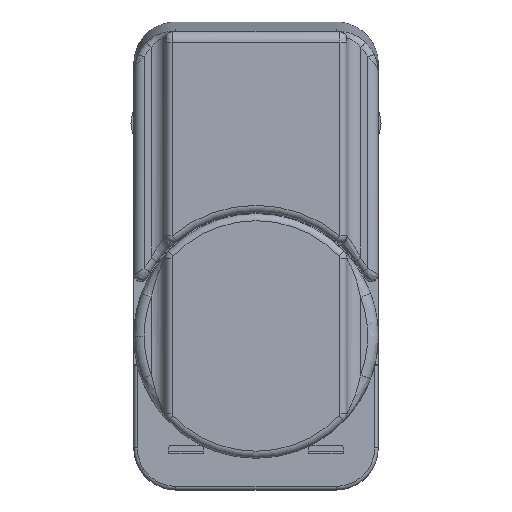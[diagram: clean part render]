
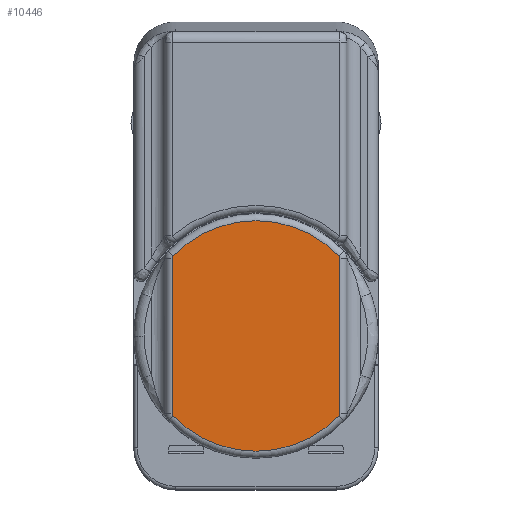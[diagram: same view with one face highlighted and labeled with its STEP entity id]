
A CAD part, top view. The second image highlights one B-rep face of the part: STEP entity #10446.
In plain terms, the highlighted planar face has unit normal (0, 0, 1).
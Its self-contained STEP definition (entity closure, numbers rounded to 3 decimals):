
#38 = CIRCLE ( 'NONE', #15698, 16.5 ) ;
#175 = CIRCLE ( 'NONE', #9371, 0.5 ) ;
#493 = CIRCLE ( 'NONE', #8109, 0.5 ) ;
#598 = CARTESIAN_POINT ( 'NONE',  ( 12., 0., 13.5 ) ) ;
#632 = DIRECTION ( 'NONE',  ( 0., 0., 1. ) ) ;
#1125 = ORIENTED_EDGE ( 'NONE', *, *, #10525, .T. ) ;
#1599 = DIRECTION ( 'NONE',  ( 0., 0., 1. ) ) ;
#1673 = DIRECTION ( 'NONE',  ( 0., 0., 1. ) ) ;
#2342 = ORIENTED_EDGE ( 'NONE', *, *, #14353, .T. ) ;
#2542 = LINE ( 'NONE', #598, #3148 ) ;
#2578 = CARTESIAN_POINT ( 'NONE',  ( -11.5, 11.124, 13.5 ) ) ;
#2763 = VERTEX_POINT ( 'NONE', #11471 ) ;
#2781 = EDGE_CURVE ( 'NONE', #5850, #10368, #3172, .T. ) ;
#3148 = VECTOR ( 'NONE', #17662, 1000. ) ;
#3172 = LINE ( 'NONE', #18311, #13295 ) ;
#3335 = CARTESIAN_POINT ( 'NONE',  ( 11.5, -11.124, 13.5 ) ) ;
#3354 = CARTESIAN_POINT ( 'NONE',  ( -12., 11.124, 13.5 ) ) ;
#3539 = CARTESIAN_POINT ( 'NONE',  ( 11.5, 11.124, 13.5 ) ) ;
#3618 = EDGE_CURVE ( 'NONE', #11199, #5850, #10155, .T. ) ;
#3619 = CARTESIAN_POINT ( 'NONE',  ( 0., 0., 13.5 ) ) ;
#3815 = DIRECTION ( 'NONE',  ( -1., 0., 0. ) ) ;
#4497 = ORIENTED_EDGE ( 'NONE', *, *, #6359, .T. ) ;
#5011 = EDGE_CURVE ( 'NONE', #7231, #9975, #38, .T. ) ;
#5102 = VERTEX_POINT ( 'NONE', #7389 ) ;
#5221 = ORIENTED_EDGE ( 'NONE', *, *, #2781, .T. ) ;
#5302 = ORIENTED_EDGE ( 'NONE', *, *, #3618, .T. ) ;
#5803 = DIRECTION ( 'NONE',  ( 0., 0., 1. ) ) ;
#5850 = VERTEX_POINT ( 'NONE', #3354 ) ;
#6359 = EDGE_CURVE ( 'NONE', #9975, #15003, #175, .T. ) ;
#6418 = CARTESIAN_POINT ( 'NONE',  ( -12., -11.124, 13.5 ) ) ;
#6808 = EDGE_CURVE ( 'NONE', #5102, #2763, #7542, .T. ) ;
#6821 = DIRECTION ( 'NONE',  ( -1., 0., 0. ) ) ;
#6995 = DIRECTION ( 'NONE',  ( -1., 0., 0. ) ) ;
#7231 = VERTEX_POINT ( 'NONE', #17621 ) ;
#7389 = CARTESIAN_POINT ( 'NONE',  ( 12., 11.124, 13.5 ) ) ;
#7542 = CIRCLE ( 'NONE', #9140, 0.5 ) ;
#7615 = EDGE_LOOP ( 'NONE', ( #2342, #13139, #1125, #5302, #5221, #14257, #17700, #4497 ) ) ;
#7739 = CARTESIAN_POINT ( 'NONE',  ( 0., 0., 13.5 ) ) ;
#8109 = AXIS2_PLACEMENT_3D ( 'NONE', #14128, #10264, #8306 ) ;
#8306 = DIRECTION ( 'NONE',  ( -1., 0., 0. ) ) ;
#8520 = AXIS2_PLACEMENT_3D ( 'NONE', #3619, #1673, #18761 ) ;
#8767 = DIRECTION ( 'NONE',  ( 0., 0., 1. ) ) ;
#8926 = DIRECTION ( 'NONE',  ( 0., 0., -1. ) ) ;
#9140 = AXIS2_PLACEMENT_3D ( 'NONE', #3539, #1599, #18689 ) ;
#9156 = EDGE_CURVE ( 'NONE', #10368, #7231, #493, .T. ) ;
#9371 = AXIS2_PLACEMENT_3D ( 'NONE', #3335, #8767, #6821 ) ;
#9975 = VERTEX_POINT ( 'NONE', #11817 ) ;
#10155 = CIRCLE ( 'NONE', #18465, 0.5 ) ;
#10264 = DIRECTION ( 'NONE',  ( 0., 0., 1. ) ) ;
#10368 = VERTEX_POINT ( 'NONE', #6418 ) ;
#10446 = ADVANCED_FACE ( 'NONE', ( #18683 ), #12836, .F. ) ;
#10525 = EDGE_CURVE ( 'NONE', #2763, #11199, #16743, .T. ) ;
#10876 = CARTESIAN_POINT ( 'NONE',  ( 0., 0., 13.5 ) ) ;
#11199 = VERTEX_POINT ( 'NONE', #18111 ) ;
#11471 = CARTESIAN_POINT ( 'NONE',  ( 11.859, 11.472, 13.5 ) ) ;
#11817 = CARTESIAN_POINT ( 'NONE',  ( 11.859, -11.472, 13.5 ) ) ;
#12836 = PLANE ( 'NONE',  #16705 ) ;
#13139 = ORIENTED_EDGE ( 'NONE', *, *, #6808, .T. ) ;
#13295 = VECTOR ( 'NONE', #16364, 1000. ) ;
#14128 = CARTESIAN_POINT ( 'NONE',  ( -11.5, -11.124, 13.5 ) ) ;
#14257 = ORIENTED_EDGE ( 'NONE', *, *, #9156, .T. ) ;
#14353 = EDGE_CURVE ( 'NONE', #15003, #5102, #2542, .T. ) ;
#15003 = VERTEX_POINT ( 'NONE', #15834 ) ;
#15698 = AXIS2_PLACEMENT_3D ( 'NONE', #7739, #5803, #3815 ) ;
#15834 = CARTESIAN_POINT ( 'NONE',  ( 12., -11.124, 13.5 ) ) ;
#16364 = DIRECTION ( 'NONE',  ( 0., -1., 0. ) ) ;
#16705 = AXIS2_PLACEMENT_3D ( 'NONE', #10876, #8926, #6995 ) ;
#16743 = CIRCLE ( 'NONE', #8520, 16.5 ) ;
#17621 = CARTESIAN_POINT ( 'NONE',  ( -11.859, -11.472, 13.5 ) ) ;
#17662 = DIRECTION ( 'NONE',  ( 0., 1., 0. ) ) ;
#17695 = DIRECTION ( 'NONE',  ( -1., 0., 0. ) ) ;
#17700 = ORIENTED_EDGE ( 'NONE', *, *, #5011, .T. ) ;
#18111 = CARTESIAN_POINT ( 'NONE',  ( -11.859, 11.472, 13.5 ) ) ;
#18311 = CARTESIAN_POINT ( 'NONE',  ( -12., 0., 13.5 ) ) ;
#18465 = AXIS2_PLACEMENT_3D ( 'NONE', #2578, #632, #17695 ) ;
#18683 = FACE_OUTER_BOUND ( 'NONE', #7615, .T. ) ;
#18689 = DIRECTION ( 'NONE',  ( -1., 0., 0. ) ) ;
#18761 = DIRECTION ( 'NONE',  ( -1., 0., 0. ) ) ;
